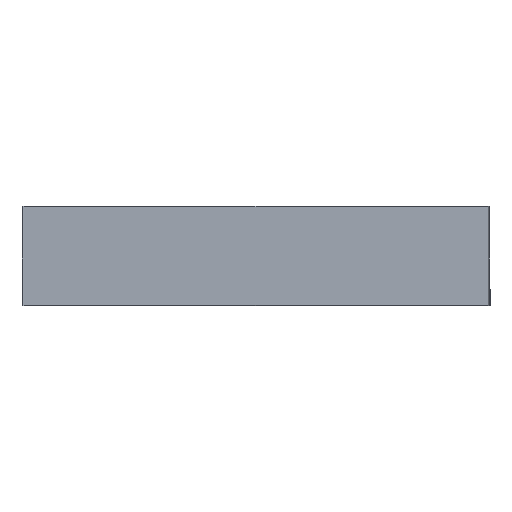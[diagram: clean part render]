
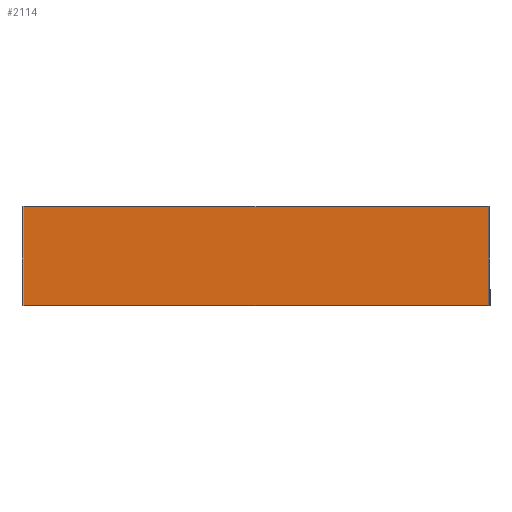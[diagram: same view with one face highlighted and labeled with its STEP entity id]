
A CAD part, top view. The second image highlights one B-rep face of the part: STEP entity #2114.
In plain terms, the highlighted planar face has unit normal (0, 0, 1).
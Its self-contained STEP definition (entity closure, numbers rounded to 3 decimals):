
#14 = LINE ( 'NONE', #723, #1501 ) ;
#120 = PLANE ( 'NONE',  #361 ) ;
#197 = EDGE_CURVE ( 'NONE', #451, #1563, #1200, .T. ) ;
#198 = CARTESIAN_POINT ( 'NONE',  ( -350.5, -75., 0. ) ) ;
#361 = AXIS2_PLACEMENT_3D ( 'NONE', #1275, #968, #1466 ) ;
#369 = CARTESIAN_POINT ( 'NONE',  ( 350.5, 75., 0. ) ) ;
#443 = LINE ( 'NONE', #369, #844 ) ;
#451 = VERTEX_POINT ( 'NONE', #1185 ) ;
#704 = ORIENTED_EDGE ( 'NONE', *, *, #1899, .T. ) ;
#723 = CARTESIAN_POINT ( 'NONE',  ( -354.405, -73.939, 0. ) ) ;
#726 = VECTOR ( 'NONE', #1695, 1000. ) ;
#761 = VECTOR ( 'NONE', #1893, 1000. ) ;
#844 = VECTOR ( 'NONE', #879, 1000. ) ;
#879 = DIRECTION ( 'NONE',  ( 0., -1., 0. ) ) ;
#968 = DIRECTION ( 'NONE',  ( 0., 0., 1. ) ) ;
#1005 = ORIENTED_EDGE ( 'NONE', *, *, #197, .F. ) ;
#1024 = EDGE_CURVE ( 'NONE', #1563, #1187, #443, .T. ) ;
#1039 = CARTESIAN_POINT ( 'NONE',  ( 350.5, -73.939, 0. ) ) ;
#1081 = ORIENTED_EDGE ( 'NONE', *, *, #1024, .F. ) ;
#1088 = CARTESIAN_POINT ( 'NONE',  ( -354.405, 73.939, 0. ) ) ;
#1164 = FACE_OUTER_BOUND ( 'NONE', #1905, .T. ) ;
#1185 = CARTESIAN_POINT ( 'NONE',  ( -350.5, 73.939, 0. ) ) ;
#1187 = VERTEX_POINT ( 'NONE', #1039 ) ;
#1200 = LINE ( 'NONE', #1088, #761 ) ;
#1275 = CARTESIAN_POINT ( 'NONE',  ( 0., 0., 0. ) ) ;
#1294 = LINE ( 'NONE', #198, #726 ) ;
#1466 = DIRECTION ( 'NONE',  ( 1., 0., 0. ) ) ;
#1501 = VECTOR ( 'NONE', #1562, 1000. ) ;
#1539 = CARTESIAN_POINT ( 'NONE',  ( -350.5, -73.939, 0. ) ) ;
#1562 = DIRECTION ( 'NONE',  ( 1., 0., 0. ) ) ;
#1563 = VERTEX_POINT ( 'NONE', #2126 ) ;
#1695 = DIRECTION ( 'NONE',  ( 0., 1., 0. ) ) ;
#1872 = VERTEX_POINT ( 'NONE', #1539 ) ;
#1884 = EDGE_CURVE ( 'NONE', #1872, #451, #1294, .T. ) ;
#1893 = DIRECTION ( 'NONE',  ( 1., 0., 0. ) ) ;
#1899 = EDGE_CURVE ( 'NONE', #1872, #1187, #14, .T. ) ;
#1905 = EDGE_LOOP ( 'NONE', ( #704, #1081, #1005, #1906 ) ) ;
#1906 = ORIENTED_EDGE ( 'NONE', *, *, #1884, .F. ) ;
#2114 = ADVANCED_FACE ( 'NONE', ( #1164 ), #120, .T. ) ;
#2126 = CARTESIAN_POINT ( 'NONE',  ( 350.5, 73.939, 0. ) ) ;
